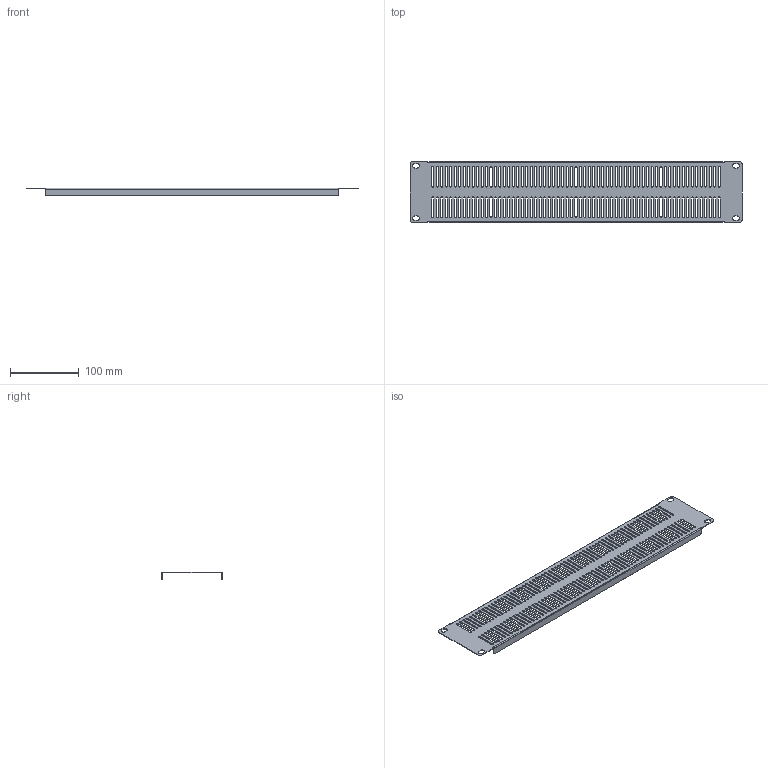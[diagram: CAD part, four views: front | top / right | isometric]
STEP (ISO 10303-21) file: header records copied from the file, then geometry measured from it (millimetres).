
FILE_DESCRIPTION (( 'STEP AP214' ), '1' );
FILE_NAME ('LC-SWMD2UPNLB-W_LC_3D.step', '2023-06-23T21:33:05', ( '' ), ( '' ), 'SwSTEP 2.0', 'SolidWorks 2022', '' );
FILE_SCHEMA (( 'AUTOMOTIVE_DESIGN' ));
Length unit declared in the file: millimetre
Products named in the file (1): LC-SWMD2UPNLB-W_LC_3D
Bounding box: 482.5 x 88.05 x 11 mm (x, y, z)
Volume: 38950.1 mm3; surface area: 87441.9 mm2
Topology: 1 solids, 1 shells, 582 faces, 1724 edges, 1144 vertices
Faces by surface type: plane 294, cylinder 288
Entity records: 20166 total; most frequent: DIRECTION 3466, CARTESIAN_POINT 3451, ORIENTED_EDGE 3448, EDGE_CURVE 1724, AXIS2_PLACEMENT_3D 1159, LINE 1148, VECTOR 1148, VERTEX_POINT 1144
